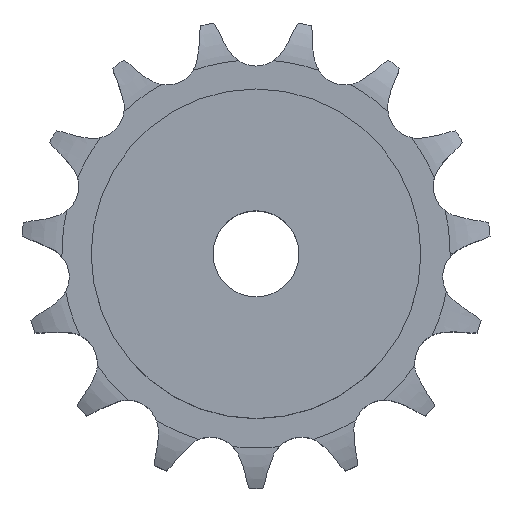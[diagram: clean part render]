
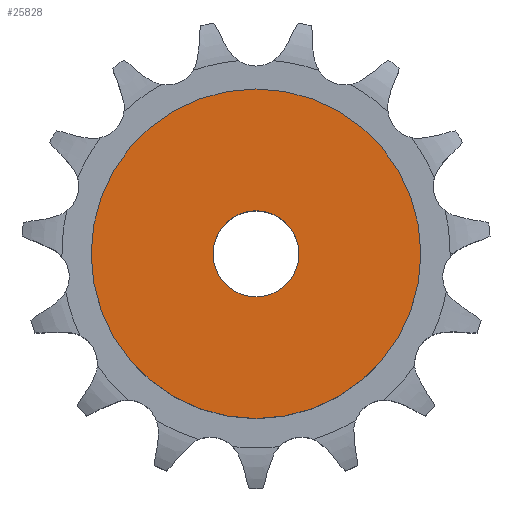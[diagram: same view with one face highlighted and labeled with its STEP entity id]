
A CAD part, top view. The second image highlights one B-rep face of the part: STEP entity #25828.
In plain terms, the highlighted planar face has unit normal (0, 0, 1).
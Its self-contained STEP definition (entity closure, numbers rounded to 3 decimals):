
#13842 = CYLINDRICAL_SURFACE('',#13843,6.);
#13843 = AXIS2_PLACEMENT_3D('',#13844,#13845,#13846);
#13844 = CARTESIAN_POINT('',(0.,0.,110.182));
#13845 = DIRECTION('',(0.,0.,1.));
#13846 = DIRECTION('',(1.,0.,0.));
#17683 = EDGE_CURVE('',#17684,#17684,#17686,.T.);
#17684 = VERTEX_POINT('',#17685);
#17685 = CARTESIAN_POINT('',(6.,0.,35.));
#17686 = SURFACE_CURVE('',#17687,(#17692,#17699),.PCURVE_S1.);
#17687 = CIRCLE('',#17688,6.);
#17688 = AXIS2_PLACEMENT_3D('',#17689,#17690,#17691);
#17689 = CARTESIAN_POINT('',(0.,0.,35.));
#17690 = DIRECTION('',(0.,0.,1.));
#17691 = DIRECTION('',(1.,0.,0.));
#17692 = PCURVE('',#13842,#17693);
#17693 = DEFINITIONAL_REPRESENTATION('',(#17694),#17698);
#17694 = LINE('',#17695,#17696);
#17695 = CARTESIAN_POINT('',(0.,-75.182));
#17696 = VECTOR('',#17697,1.);
#17697 = DIRECTION('',(1.,0.));
#17698 = ( GEOMETRIC_REPRESENTATION_CONTEXT(2) 
PARAMETRIC_REPRESENTATION_CONTEXT() REPRESENTATION_CONTEXT('2D SPACE',''
  ) );
#17699 = PCURVE('',#17700,#17705);
#17700 = PLANE('',#17701);
#17701 = AXIS2_PLACEMENT_3D('',#17702,#17703,#17704);
#17702 = CARTESIAN_POINT('',(0.,0.,35.)
  );
#17703 = DIRECTION('',(0.,0.,1.));
#17704 = DIRECTION('',(1.,0.,0.));
#17705 = DEFINITIONAL_REPRESENTATION('',(#17706),#17710);
#17706 = CIRCLE('',#17707,6.);
#17707 = AXIS2_PLACEMENT_2D('',#17708,#17709);
#17708 = CARTESIAN_POINT('',(0.,0.));
#17709 = DIRECTION('',(1.,0.));
#17710 = ( GEOMETRIC_REPRESENTATION_CONTEXT(2) 
PARAMETRIC_REPRESENTATION_CONTEXT() REPRESENTATION_CONTEXT('2D SPACE',''
  ) );
#25828 = ADVANCED_FACE('',(#25829,#25860),#17700,.T.);
#25829 = FACE_BOUND('',#25830,.T.);
#25830 = EDGE_LOOP('',(#25831));
#25831 = ORIENTED_EDGE('',*,*,#25832,.T.);
#25832 = EDGE_CURVE('',#25833,#25833,#25835,.T.);
#25833 = VERTEX_POINT('',#25834);
#25834 = CARTESIAN_POINT('',(23.,0.,35.));
#25835 = SURFACE_CURVE('',#25836,(#25841,#25848),.PCURVE_S1.);
#25836 = CIRCLE('',#25837,23.);
#25837 = AXIS2_PLACEMENT_3D('',#25838,#25839,#25840);
#25838 = CARTESIAN_POINT('',(0.,0.,35.));
#25839 = DIRECTION('',(0.,0.,1.));
#25840 = DIRECTION('',(1.,0.,0.));
#25841 = PCURVE('',#17700,#25842);
#25842 = DEFINITIONAL_REPRESENTATION('',(#25843),#25847);
#25843 = CIRCLE('',#25844,23.);
#25844 = AXIS2_PLACEMENT_2D('',#25845,#25846);
#25845 = CARTESIAN_POINT('',(0.,0.));
#25846 = DIRECTION('',(1.,0.));
#25847 = ( GEOMETRIC_REPRESENTATION_CONTEXT(2) 
PARAMETRIC_REPRESENTATION_CONTEXT() REPRESENTATION_CONTEXT('2D SPACE',''
  ) );
#25848 = PCURVE('',#25849,#25854);
#25849 = CYLINDRICAL_SURFACE('',#25850,23.);
#25850 = AXIS2_PLACEMENT_3D('',#25851,#25852,#25853);
#25851 = CARTESIAN_POINT('',(0.,0.,0.));
#25852 = DIRECTION('',(-0.,-0.,-1.));
#25853 = DIRECTION('',(1.,0.,0.));
#25854 = DEFINITIONAL_REPRESENTATION('',(#25855),#25859);
#25855 = LINE('',#25856,#25857);
#25856 = CARTESIAN_POINT('',(-0.,-35.));
#25857 = VECTOR('',#25858,1.);
#25858 = DIRECTION('',(-1.,0.));
#25859 = ( GEOMETRIC_REPRESENTATION_CONTEXT(2) 
PARAMETRIC_REPRESENTATION_CONTEXT() REPRESENTATION_CONTEXT('2D SPACE',''
  ) );
#25860 = FACE_BOUND('',#25861,.T.);
#25861 = EDGE_LOOP('',(#25862));
#25862 = ORIENTED_EDGE('',*,*,#17683,.F.);
